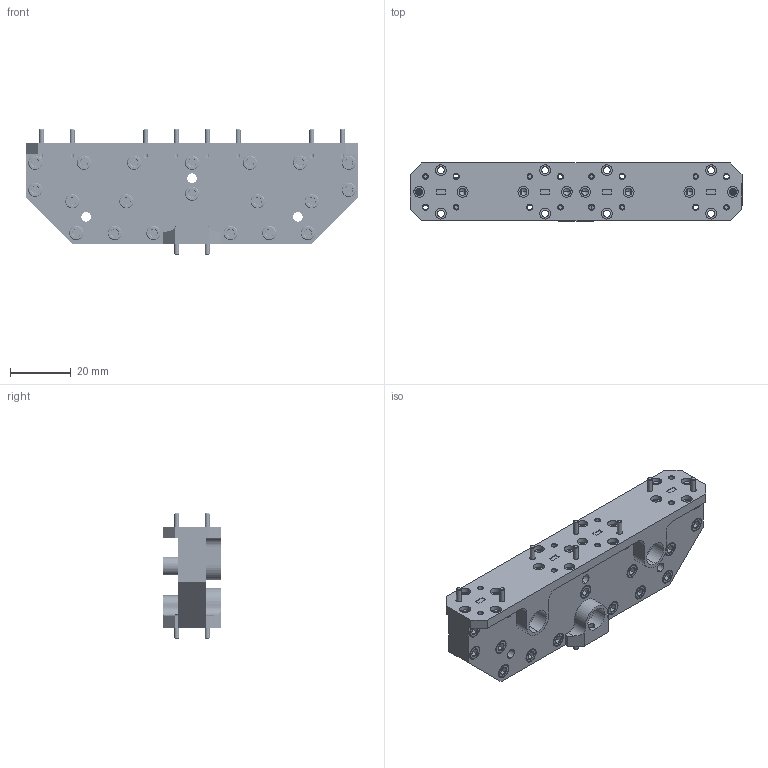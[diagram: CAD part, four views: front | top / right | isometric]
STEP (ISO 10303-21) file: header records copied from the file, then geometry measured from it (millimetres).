
FILE_DESCRIPTION (( 'STEP AP203' ), '1' );
FILE_NAME ('SWP-62386304-12-E1.STEP', '2019-10-16T19:31:56', ( '' ), ( '' ), 'SwSTEP 2.0', 'SolidWorks 2016', '' );
FILE_SCHEMA (( 'CONFIG_CONTROL_DESIGN' ));
Products named in the file (1): SWP-62386304-12-E1
Bounding box: 109.22 x 19.05 x 41.19 mm (x, y, z)
Volume: 35176.8 mm3; surface area: 17821.6 mm2
Topology: 12 solids, 26 shells, 2022 faces, 5190 edges, 3300 vertices
Faces by surface type: cylinder 1161, cone 391, plane 390, bspline 80
Entity records: 94652 total; most frequent: CARTESIAN_POINT 50394, ORIENTED_EDGE 10336, DIRECTION 8303, EDGE_CURVE 5168, VERTEX_POINT 3300, AXIS2_PLACEMENT_3D 3227, EDGE_LOOP 2228, ADVANCED_FACE 2022
